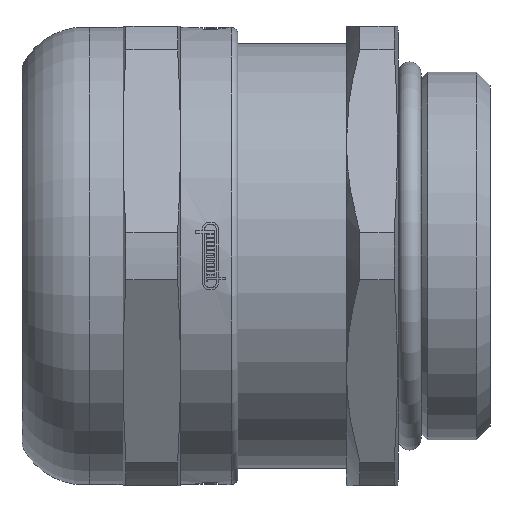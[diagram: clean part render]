
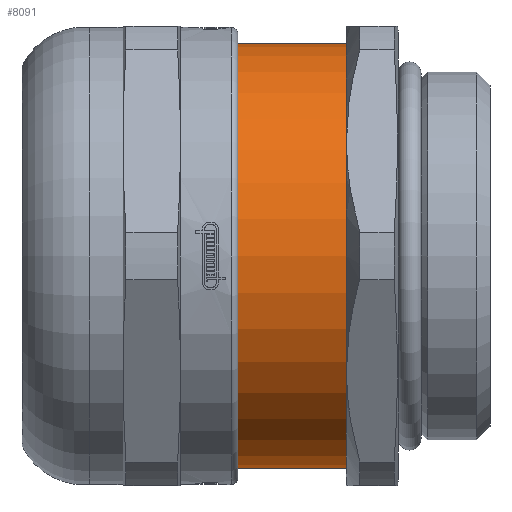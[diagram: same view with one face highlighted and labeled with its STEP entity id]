
A CAD part, front view. The second image highlights one B-rep face of the part: STEP entity #8091.
In plain terms, the highlighted cylindrical face has radius 18.5 mm (diameter 37 mm), a full revolution.
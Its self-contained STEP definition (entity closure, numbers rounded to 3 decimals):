
#515=FACE_BOUND('',#1456,.T.);
#953=FACE_OUTER_BOUND('',#1455,.T.);
#1455=EDGE_LOOP('',(#7429));
#1456=EDGE_LOOP('',(#7430));
#1924=CIRCLE('',#8955,18.5);
#1926=CIRCLE('',#8958,18.5);
#4064=VERTEX_POINT('',#14362);
#4066=VERTEX_POINT('',#14367);
#5207=EDGE_CURVE('',#4064,#4064,#1924,.T.);
#5209=EDGE_CURVE('',#4066,#4066,#1926,.T.);
#7429=ORIENTED_EDGE('',*,*,#5209,.F.);
#7430=ORIENTED_EDGE('',*,*,#5207,.T.);
#7666=CYLINDRICAL_SURFACE('',#8957,18.5);
#8091=ADVANCED_FACE('',(#953,#515),#7666,.T.);
#8955=AXIS2_PLACEMENT_3D('',#14363,#11270,#11271);
#8957=AXIS2_PLACEMENT_3D('',#14366,#11274,#11275);
#8958=AXIS2_PLACEMENT_3D('',#14368,#11276,#11277);
#11270=DIRECTION('center_axis',(1.,0.,0.));
#11271=DIRECTION('ref_axis',(0.,0.,-1.));
#11274=DIRECTION('center_axis',(1.,0.,0.));
#11275=DIRECTION('ref_axis',(0.,1.,0.));
#11276=DIRECTION('center_axis',(1.,0.,0.));
#11277=DIRECTION('ref_axis',(0.,1.,0.));
#14362=CARTESIAN_POINT('',(-23.061,18.5,0.));
#14363=CARTESIAN_POINT('Origin',(-23.061,0.,0.));
#14366=CARTESIAN_POINT('Origin',(-17.781,0.,0.));
#14367=CARTESIAN_POINT('',(-12.5,18.5,0.));
#14368=CARTESIAN_POINT('Origin',(-12.5,0.,0.));
